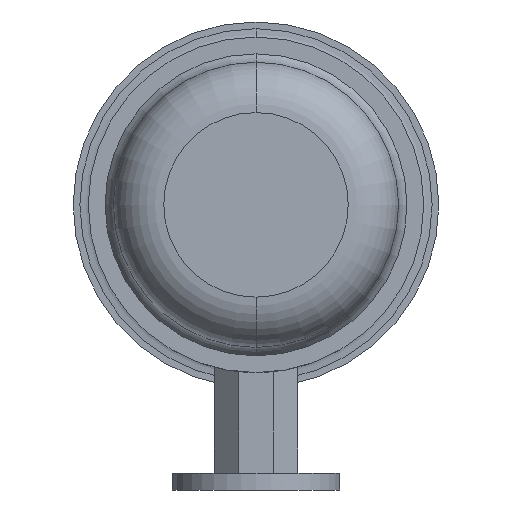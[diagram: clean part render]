
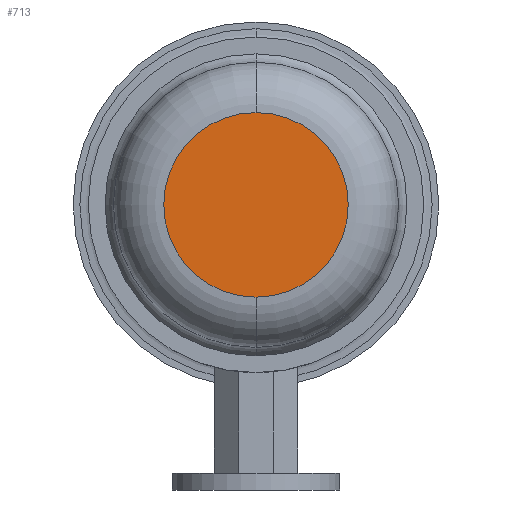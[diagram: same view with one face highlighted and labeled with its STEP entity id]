
A CAD part, front view. The second image highlights one B-rep face of the part: STEP entity #713.
In plain terms, the highlighted planar face has unit normal (0, -1, 0).
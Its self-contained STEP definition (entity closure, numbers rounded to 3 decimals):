
#112 = VERTEX_POINT ( 'NONE', #465 ) ;
#125 = CARTESIAN_POINT ( 'NONE',  ( 0., 0., 0. ) ) ;
#210 = CARTESIAN_POINT ( 'NONE',  ( 0., 0., 27.5 ) ) ;
#229 = CARTESIAN_POINT ( 'NONE',  ( 0., 0., 0. ) ) ;
#314 = EDGE_CURVE ( 'NONE', #1864, #112, #1754, .T. ) ;
#360 = ORIENTED_EDGE ( 'NONE', *, *, #1002, .T. ) ;
#382 = DIRECTION ( 'NONE',  ( 0., 0., -1. ) ) ;
#385 = EDGE_LOOP ( 'NONE', ( #360, #1603 ) ) ;
#462 = DIRECTION ( 'NONE',  ( 0., 0., -1. ) ) ;
#465 = CARTESIAN_POINT ( 'NONE',  ( 0., 0., -27.5 ) ) ;
#535 = DIRECTION ( 'NONE',  ( 0., -1., 0. ) ) ;
#696 = FACE_OUTER_BOUND ( 'NONE', #385, .T. ) ;
#713 = ADVANCED_FACE ( 'NONE', ( #696 ), #1301, .T. ) ;
#1002 = EDGE_CURVE ( 'NONE', #112, #1864, #1593, .T. ) ;
#1133 = AXIS2_PLACEMENT_3D ( 'NONE', #1836, #1528, #462 ) ;
#1256 = AXIS2_PLACEMENT_3D ( 'NONE', #229, #535, #382 ) ;
#1301 = PLANE ( 'NONE',  #1256 ) ;
#1323 = DIRECTION ( 'NONE',  ( 0., -1., 0. ) ) ;
#1528 = DIRECTION ( 'NONE',  ( 0., -1., 0. ) ) ;
#1593 = CIRCLE ( 'NONE', #1789, 27.5 ) ;
#1603 = ORIENTED_EDGE ( 'NONE', *, *, #314, .T. ) ;
#1754 = CIRCLE ( 'NONE', #1133, 27.5 ) ;
#1789 = AXIS2_PLACEMENT_3D ( 'NONE', #125, #1323, #1935 ) ;
#1836 = CARTESIAN_POINT ( 'NONE',  ( 0., 0., 0. ) ) ;
#1864 = VERTEX_POINT ( 'NONE', #210 ) ;
#1935 = DIRECTION ( 'NONE',  ( 0., 0., -1. ) ) ;
